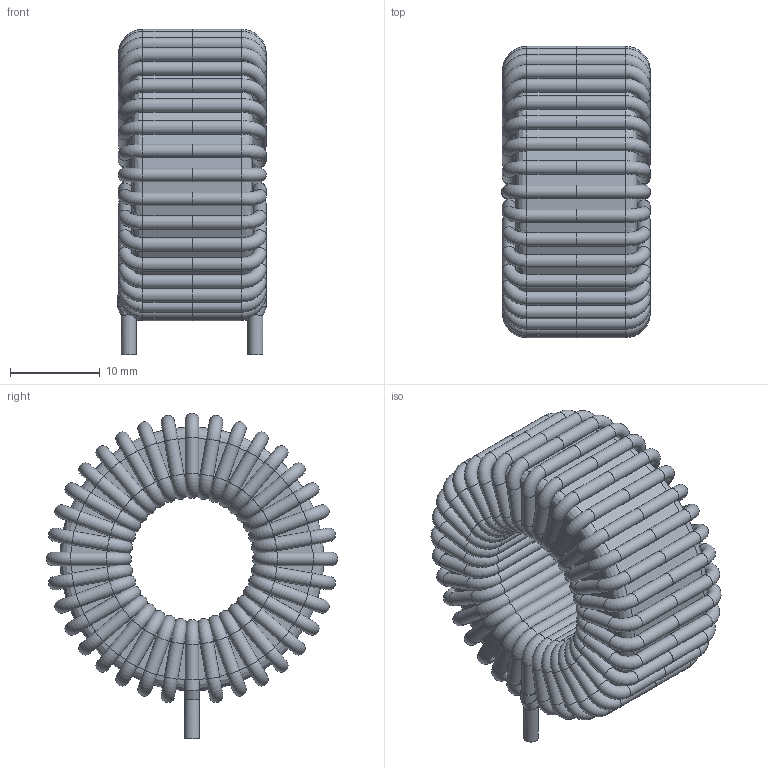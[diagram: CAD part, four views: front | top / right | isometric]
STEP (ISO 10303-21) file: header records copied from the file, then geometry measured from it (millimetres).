
FILE_DESCRIPTION(/* description */ (''),/* implementation_level */ '2;1');
FILE_NAME(/* name */ 'IND_BOURNS_22300HT-V-RC.stp',/* time_stamp */ '2016-09-15T14:08:09+02:00',/* author */ ('jchouvet'),/* organization */ (''),/* preprocessor_version */ 'ST-DEVELOPER v16.1',/* originating_system */ 'AutoCAD Mechanical',/* authorisation */ '');
FILE_SCHEMA (('AUTOMOTIVE_DESIGN { 1 0 10303 214 3 1 1 }'));
Length unit declared in the file: millimetre
Products named in the file (1): Product
Bounding box: 16.63 x 32.51 x 36.31 mm (x, y, z)
Volume: 8988.1 mm3; surface area: 10339.3 mm2
Topology: 39 solids, 39 shells, 416 faces, 730 edges, 392 vertices
Faces by surface type: cylinder 188, torus 144, plane 80, bspline 4
Full cylindrical faces by diameter (mm): 1.5 x180, 1.676 x6, 16.512 x1, 29.512 x1
Entity records: 8180 total; most frequent: DIRECTION 1610, CARTESIAN_POINT 1305, AXIS2_PLACEMENT_3D 801, ORIENTED_EDGE 792, EDGE_LOOP 746, FACE_OUTER_BOUND 416, ADVANCED_FACE 416, EDGE_CURVE 396
